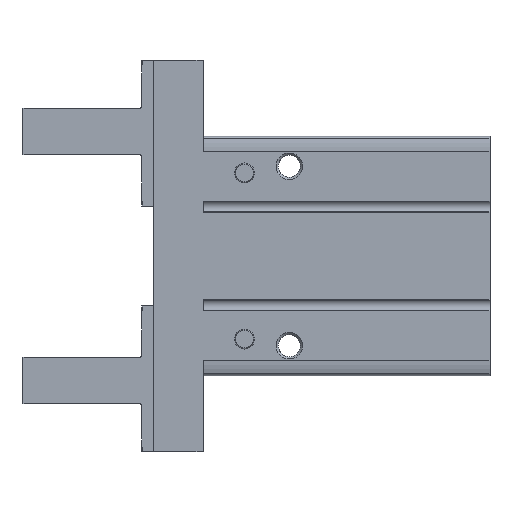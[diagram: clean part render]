
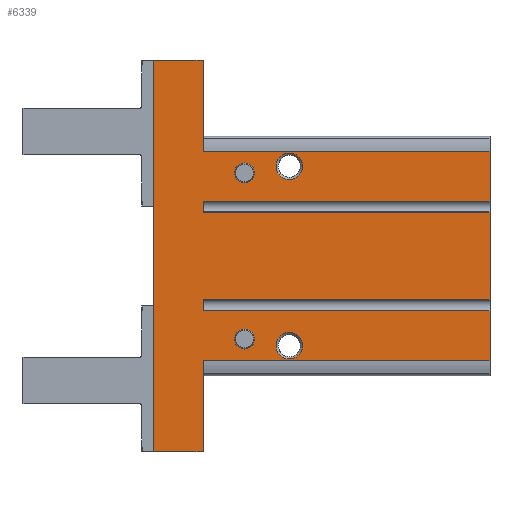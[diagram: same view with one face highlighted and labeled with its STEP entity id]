
A CAD part, left-side view. The second image highlights one B-rep face of the part: STEP entity #6339.
In plain terms, the highlighted face is planar.
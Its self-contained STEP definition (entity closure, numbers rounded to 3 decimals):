
#201=LINE('',#9795,#751);
#233=LINE('',#9941,#783);
#238=LINE('',#9965,#788);
#275=LINE('',#10146,#825);
#276=LINE('',#10154,#826);
#277=LINE('',#10156,#827);
#278=LINE('',#10158,#828);
#279=LINE('',#10159,#829);
#280=LINE('',#10161,#830);
#281=LINE('',#10163,#831);
#282=LINE('',#10164,#832);
#283=LINE('',#10166,#833);
#284=LINE('',#10168,#834);
#285=LINE('',#10170,#835);
#286=LINE('',#10172,#836);
#287=LINE('',#10174,#837);
#751=VECTOR('',#7661,1000.);
#783=VECTOR('',#7777,1000.);
#788=VECTOR('',#7796,1000.);
#825=VECTOR('',#7901,1000.);
#826=VECTOR('',#7910,1000.);
#827=VECTOR('',#7911,1000.);
#828=VECTOR('',#7912,1000.);
#829=VECTOR('',#7913,1000.);
#830=VECTOR('',#7914,1000.);
#831=VECTOR('',#7915,1000.);
#832=VECTOR('',#7916,1000.);
#833=VECTOR('',#7917,1000.);
#834=VECTOR('',#7918,1000.);
#835=VECTOR('',#7919,1000.);
#836=VECTOR('',#7920,1000.);
#837=VECTOR('',#7921,1000.);
#1242=PLANE('',#6858);
#1797=ORIENTED_EDGE('',*,*,#3278,.F.);
#1798=ORIENTED_EDGE('',*,*,#3282,.F.);
#1799=ORIENTED_EDGE('',*,*,#3598,.F.);
#1800=ORIENTED_EDGE('',*,*,#3599,.F.);
#1801=ORIENTED_EDGE('',*,*,#3437,.T.);
#1802=ORIENTED_EDGE('',*,*,#3600,.F.);
#1803=ORIENTED_EDGE('',*,*,#3601,.T.);
#1804=ORIENTED_EDGE('',*,*,#3602,.T.);
#1805=ORIENTED_EDGE('',*,*,#3523,.T.);
#1806=ORIENTED_EDGE('',*,*,#3603,.F.);
#1807=ORIENTED_EDGE('',*,*,#3604,.T.);
#1808=ORIENTED_EDGE('',*,*,#3605,.T.);
#1809=ORIENTED_EDGE('',*,*,#3511,.T.);
#1810=ORIENTED_EDGE('',*,*,#3606,.F.);
#1811=ORIENTED_EDGE('',*,*,#3607,.F.);
#1812=ORIENTED_EDGE('',*,*,#3608,.F.);
#1813=ORIENTED_EDGE('',*,*,#3609,.T.);
#1814=ORIENTED_EDGE('',*,*,#3610,.T.);
#1815=ORIENTED_EDGE('',*,*,#3611,.F.);
#1816=ORIENTED_EDGE('',*,*,#3596,.T.);
#3278=EDGE_CURVE('',#4213,#4213,#4858,.T.);
#3282=EDGE_CURVE('',#4217,#4217,#4862,.T.);
#3437=EDGE_CURVE('',#4337,#4336,#201,.T.);
#3511=EDGE_CURVE('',#4409,#4408,#233,.T.);
#3523=EDGE_CURVE('',#4421,#4420,#238,.T.);
#3596=EDGE_CURVE('',#4483,#4337,#275,.T.);
#3598=EDGE_CURVE('',#4484,#4484,#4974,.T.);
#3599=EDGE_CURVE('',#4485,#4485,#4975,.T.);
#3600=EDGE_CURVE('',#4486,#4336,#276,.T.);
#3601=EDGE_CURVE('',#4486,#4487,#277,.T.);
#3602=EDGE_CURVE('',#4487,#4421,#278,.T.);
#3603=EDGE_CURVE('',#4488,#4420,#279,.T.);
#3604=EDGE_CURVE('',#4488,#4489,#280,.T.);
#3605=EDGE_CURVE('',#4489,#4409,#281,.T.);
#3606=EDGE_CURVE('',#4490,#4408,#282,.T.);
#3607=EDGE_CURVE('',#4491,#4490,#283,.T.);
#3608=EDGE_CURVE('',#4492,#4491,#284,.T.);
#3609=EDGE_CURVE('',#4492,#4493,#285,.T.);
#3610=EDGE_CURVE('',#4493,#4494,#286,.T.);
#3611=EDGE_CURVE('',#4483,#4494,#287,.T.);
#4213=VERTEX_POINT('',#9362);
#4217=VERTEX_POINT('',#9372);
#4336=VERTEX_POINT('',#9794);
#4337=VERTEX_POINT('',#9796);
#4408=VERTEX_POINT('',#9940);
#4409=VERTEX_POINT('',#9942);
#4420=VERTEX_POINT('',#9964);
#4421=VERTEX_POINT('',#9966);
#4483=VERTEX_POINT('',#10147);
#4484=VERTEX_POINT('',#10151);
#4485=VERTEX_POINT('',#10153);
#4486=VERTEX_POINT('',#10155);
#4487=VERTEX_POINT('',#10157);
#4488=VERTEX_POINT('',#10160);
#4489=VERTEX_POINT('',#10162);
#4490=VERTEX_POINT('',#10165);
#4491=VERTEX_POINT('',#10167);
#4492=VERTEX_POINT('',#10169);
#4493=VERTEX_POINT('',#10171);
#4494=VERTEX_POINT('',#10173);
#4858=CIRCLE('',#6685,3.);
#4862=CIRCLE('',#6691,3.);
#4974=CIRCLE('',#6859,4.);
#4975=CIRCLE('',#6860,4.);
#5263=EDGE_LOOP('',(#1797));
#5264=EDGE_LOOP('',(#1798));
#5265=EDGE_LOOP('',(#1799));
#5266=EDGE_LOOP('',(#1800));
#5267=EDGE_LOOP('',(#1801,#1802,#1803,#1804,#1805,#1806,#1807,#1808,#1809,
#1810,#1811,#1812,#1813,#1814,#1815,#1816));
#5731=FACE_BOUND('',#5263,.T.);
#5732=FACE_BOUND('',#5264,.T.);
#5733=FACE_BOUND('',#5265,.T.);
#5734=FACE_BOUND('',#5266,.T.);
#5735=FACE_BOUND('',#5267,.T.);
#6339=ADVANCED_FACE('',(#5731,#5732,#5733,#5734,#5735),#1242,.F.);
#6685=AXIS2_PLACEMENT_3D('',#9361,#7398,#7399);
#6691=AXIS2_PLACEMENT_3D('',#9371,#7410,#7411);
#6858=AXIS2_PLACEMENT_3D('',#10149,#7904,#7905);
#6859=AXIS2_PLACEMENT_3D('',#10150,#7906,#7907);
#6860=AXIS2_PLACEMENT_3D('',#10152,#7908,#7909);
#7398=DIRECTION('',(0.,0.,1.));
#7399=DIRECTION('',(1.,0.,0.));
#7410=DIRECTION('',(0.,0.,1.));
#7411=DIRECTION('',(1.,0.,0.));
#7661=DIRECTION('',(1.,0.,0.));
#7777=DIRECTION('',(1.,0.,0.));
#7796=DIRECTION('',(1.,0.,0.));
#7901=DIRECTION('',(0.,-1.,0.));
#7904=DIRECTION('',(0.,0.,-1.));
#7905=DIRECTION('',(-1.,0.,0.));
#7906=DIRECTION('',(0.,0.,1.));
#7907=DIRECTION('',(1.,0.,0.));
#7908=DIRECTION('',(0.,0.,1.));
#7909=DIRECTION('',(1.,0.,0.));
#7910=DIRECTION('',(0.,-1.,0.));
#7911=DIRECTION('',(1.,0.,0.));
#7912=DIRECTION('',(0.,-1.,0.));
#7913=DIRECTION('',(0.,-1.,0.));
#7914=DIRECTION('',(1.,0.,0.));
#7915=DIRECTION('',(0.,-1.,0.));
#7916=DIRECTION('',(0.,-1.,0.));
#7917=DIRECTION('',(-1.,0.,0.));
#7918=DIRECTION('',(0.,-1.,0.));
#7919=DIRECTION('',(-1.,0.,0.));
#7920=DIRECTION('',(0.,-1.,0.));
#7921=DIRECTION('',(-1.,0.,0.));
#9361=CARTESIAN_POINT('',(-25.,73.9,24.));
#9362=CARTESIAN_POINT('',(-22.,73.9,24.));
#9371=CARTESIAN_POINT('',(25.,73.9,24.));
#9372=CARTESIAN_POINT('',(28.,73.9,24.));
#9794=CARTESIAN_POINT('',(-16.5,0.,24.));
#9795=CARTESIAN_POINT('',(-31.5,0.,24.));
#9796=CARTESIAN_POINT('',(-31.5,0.,24.));
#9940=CARTESIAN_POINT('',(31.5,0.,24.));
#9941=CARTESIAN_POINT('',(-31.5,0.,24.));
#9942=CARTESIAN_POINT('',(16.5,0.,24.));
#9964=CARTESIAN_POINT('',(13.1,0.,24.));
#9965=CARTESIAN_POINT('',(-31.5,0.,24.));
#9966=CARTESIAN_POINT('',(-13.1,0.,24.));
#10146=CARTESIAN_POINT('',(-31.5,86.4,24.));
#10147=CARTESIAN_POINT('',(-31.5,86.4,24.));
#10149=CARTESIAN_POINT('',(-31.5,86.4,24.));
#10150=CARTESIAN_POINT('',(-27.,60.4,24.));
#10151=CARTESIAN_POINT('',(-23.,60.4,24.));
#10152=CARTESIAN_POINT('',(27.,60.4,24.));
#10153=CARTESIAN_POINT('',(31.,60.4,24.));
#10154=CARTESIAN_POINT('',(-16.5,86.4,24.));
#10155=CARTESIAN_POINT('',(-16.5,86.4,24.));
#10156=CARTESIAN_POINT('',(-16.5,86.4,24.));
#10157=CARTESIAN_POINT('',(-13.1,86.4,24.));
#10158=CARTESIAN_POINT('',(-13.1,86.4,24.));
#10159=CARTESIAN_POINT('',(13.1,86.4,24.));
#10160=CARTESIAN_POINT('',(13.1,86.4,24.));
#10161=CARTESIAN_POINT('',(13.1,86.4,24.));
#10162=CARTESIAN_POINT('',(16.5,86.4,24.));
#10163=CARTESIAN_POINT('',(16.5,86.4,24.));
#10164=CARTESIAN_POINT('',(31.5,86.4,24.));
#10165=CARTESIAN_POINT('',(31.5,86.4,24.));
#10166=CARTESIAN_POINT('',(59.,86.4,24.));
#10167=CARTESIAN_POINT('',(59.,86.4,24.));
#10168=CARTESIAN_POINT('',(59.,101.2,24.));
#10169=CARTESIAN_POINT('',(59.,101.2,24.));
#10170=CARTESIAN_POINT('',(59.,101.2,24.));
#10171=CARTESIAN_POINT('',(-59.,101.2,24.));
#10172=CARTESIAN_POINT('',(-59.,101.2,24.));
#10173=CARTESIAN_POINT('',(-59.,86.4,24.));
#10174=CARTESIAN_POINT('',(59.,86.4,24.));
